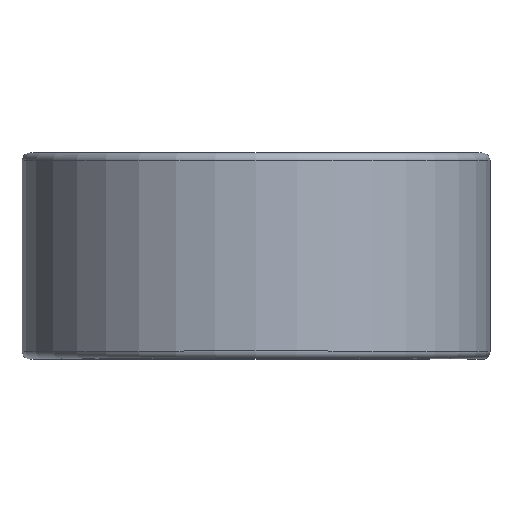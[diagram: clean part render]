
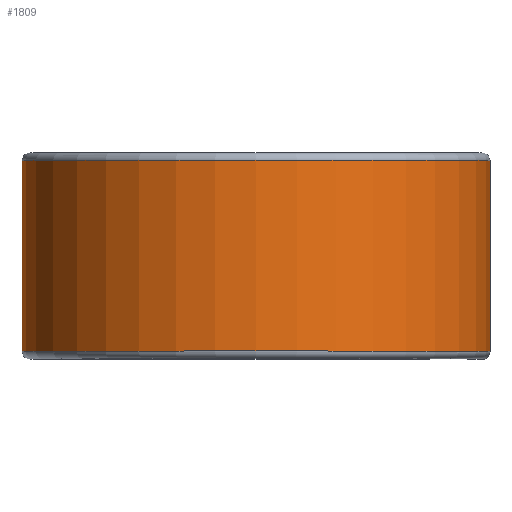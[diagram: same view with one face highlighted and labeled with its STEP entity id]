
A CAD part, top view. The second image highlights one B-rep face of the part: STEP entity #1809.
In plain terms, the highlighted cylindrical face has radius 23.444 mm (diameter 46.888 mm), a partial arc.
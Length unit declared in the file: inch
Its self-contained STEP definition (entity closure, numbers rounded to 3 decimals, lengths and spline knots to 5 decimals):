
#15 = AXIS2_PLACEMENT_3D ( 'NONE', #2228, #2232, #2235 ) ;
#24 = VERTEX_POINT ( 'NONE', #180 ) ;
#42 = DIRECTION ( 'NONE',  ( 0., 1., 0. ) ) ;
#180 = CARTESIAN_POINT ( 'NONE',  ( 0.923, -0.37625, 0. ) ) ;
#244 = CIRCLE ( 'NONE', #15, 0.923 ) ;
#245 = EDGE_CURVE ( 'NONE', #24, #1280, #1695, .T. ) ;
#268 = VECTOR ( 'NONE', #42, 39.37008 ) ;
#293 = LINE ( 'NONE', #1039, #268 ) ;
#301 = ORIENTED_EDGE ( 'NONE', *, *, #1393, .F. ) ;
#650 = CARTESIAN_POINT ( 'NONE',  ( 0.923, 0.37625, 0. ) ) ;
#689 = AXIS2_PLACEMENT_3D ( 'NONE', #833, #843, #852 ) ;
#833 = CARTESIAN_POINT ( 'NONE',  ( 0., 0.375, 0. ) ) ;
#843 = DIRECTION ( 'NONE',  ( 0., -1., 0. ) ) ;
#845 = EDGE_CURVE ( 'NONE', #2166, #1110, #244, .T. ) ;
#852 = DIRECTION ( 'NONE',  ( 0., 0., -1. ) ) ;
#1039 = CARTESIAN_POINT ( 'NONE',  ( 0., 0.37625, -0.923 ) ) ;
#1041 = DIRECTION ( 'NONE',  ( 0., 1., 0. ) ) ;
#1110 = VERTEX_POINT ( 'NONE', #2219 ) ;
#1236 = CARTESIAN_POINT ( 'NONE',  ( 0.923, 0.37625, 0. ) ) ;
#1248 = DIRECTION ( 'NONE',  ( 0., 0., -1. ) ) ;
#1254 = DIRECTION ( 'NONE',  ( 0., -1., 0. ) ) ;
#1255 = CARTESIAN_POINT ( 'NONE',  ( 0., -0.37625, 0. ) ) ;
#1280 = VERTEX_POINT ( 'NONE', #1928 ) ;
#1393 = EDGE_CURVE ( 'NONE', #1280, #1110, #293, .T. ) ;
#1494 = CYLINDRICAL_SURFACE ( 'NONE', #689, 0.923 ) ;
#1626 = FACE_OUTER_BOUND ( 'NONE', #2323, .T. ) ;
#1695 = CIRCLE ( 'NONE', #2148, 0.923 ) ;
#1809 = ADVANCED_FACE ( 'NONE', ( #1626 ), #1494, .T. ) ;
#1924 = ORIENTED_EDGE ( 'NONE', *, *, #245, .F. ) ;
#1928 = CARTESIAN_POINT ( 'NONE',  ( 0., -0.37625, -0.923 ) ) ;
#1949 = ORIENTED_EDGE ( 'NONE', *, *, #2240, .T. ) ;
#1990 = ORIENTED_EDGE ( 'NONE', *, *, #845, .T. ) ;
#2148 = AXIS2_PLACEMENT_3D ( 'NONE', #1255, #1254, #1248 ) ;
#2166 = VERTEX_POINT ( 'NONE', #650 ) ;
#2219 = CARTESIAN_POINT ( 'NONE',  ( 0., 0.37625, -0.923 ) ) ;
#2228 = CARTESIAN_POINT ( 'NONE',  ( 0., 0.37625, 0. ) ) ;
#2232 = DIRECTION ( 'NONE',  ( 0., -1., 0. ) ) ;
#2235 = DIRECTION ( 'NONE',  ( 0., 0., -1. ) ) ;
#2240 = EDGE_CURVE ( 'NONE', #24, #2166, #2364, .T. ) ;
#2323 = EDGE_LOOP ( 'NONE', ( #1949, #1990, #301, #1924 ) ) ;
#2364 = LINE ( 'NONE', #1236, #2396 ) ;
#2396 = VECTOR ( 'NONE', #1041, 39.37008 ) ;
